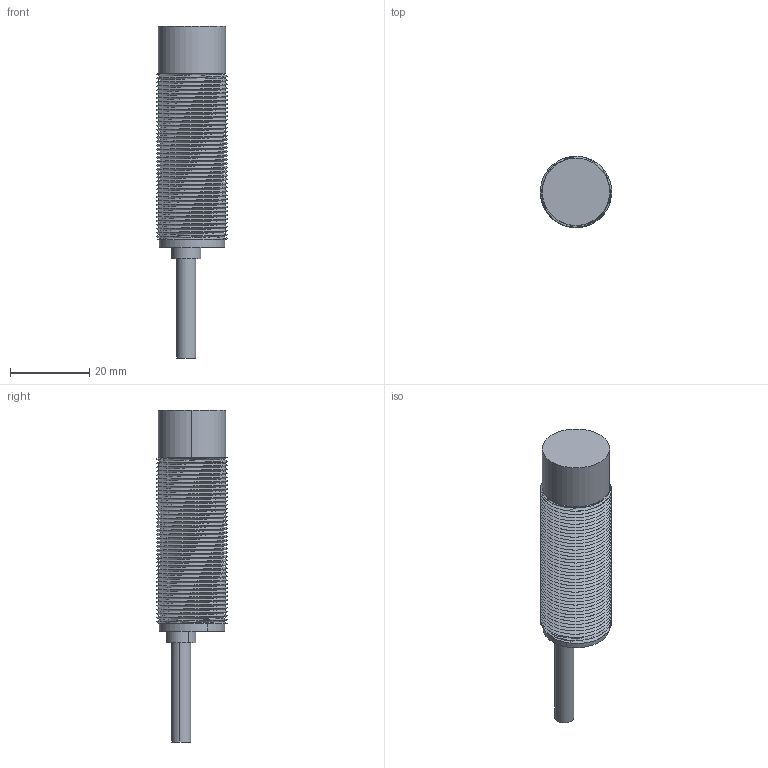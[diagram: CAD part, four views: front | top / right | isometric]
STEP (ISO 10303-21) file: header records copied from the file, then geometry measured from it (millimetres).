
FILE_DESCRIPTION (( 'STEP AP203' ), '1' );
FILE_NAME ('蚾饜极-I1CN-M1808N-O3U2-GDS.STEP', '2020-03-04T06:41:43', ( '' ), ( '' ), 'SwSTEP 2.0', 'SolidWorks 2017', '' );
FILE_SCHEMA (( 'CONFIG_CONTROL_DESIGN' ));
Length unit declared in the file: millimetre
Products named in the file (5): 錨璃-繞堤覜茼褲; 零件-标准型露出管子; 錨璃-M18萇擢; 錨璃-M18芵隴綴裔; 蚾饜极-I1CN-M1808N-O3U2-GDS
Assembly tree (4 placements, depth 2):
  蚾饜极-I1CN-M1808N-O3U2-GDS
    零件-标准型露出管子
    錨璃-繞堤覜茼褲
    錨璃-M18萇擢
    錨璃-M18芵隴綴裔
Bounding box: 18 x 18 x 83.8 mm (x, y, z)
Volume: 6029.5 mm3; surface area: 8964.2 mm2
Topology: 4 solids, 4 shells, 109 faces, 297 edges, 198 vertices
Faces by surface type: cylinder 97, plane 10, bspline 2
Entity records: 8711 total; most frequent: CARTESIAN_POINT 5927, ORIENTED_EDGE 594, DIRECTION 376, EDGE_CURVE 297, VERTEX_POINT 198, AXIS2_PLACEMENT_3D 140, EDGE_LOOP 113, FACE_OUTER_BOUND 109
